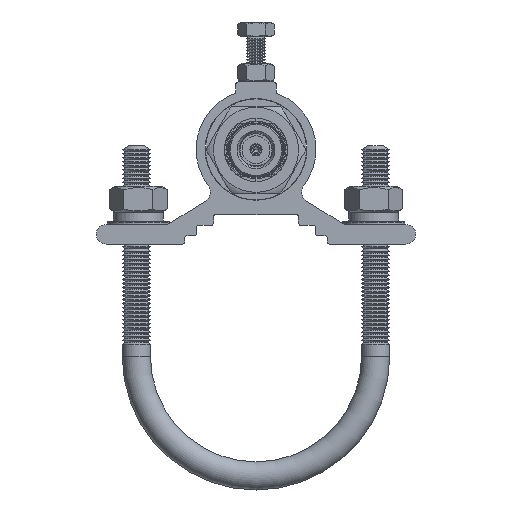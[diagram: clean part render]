
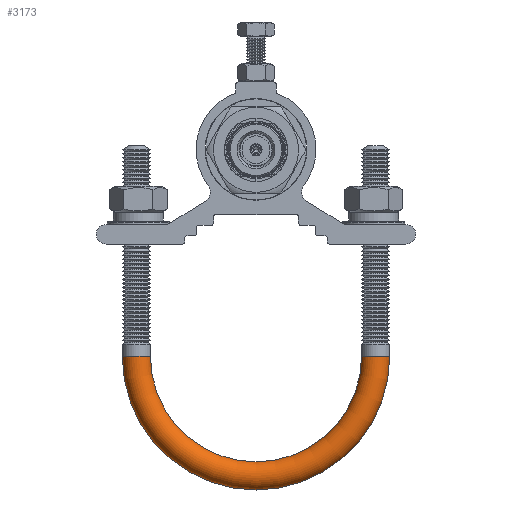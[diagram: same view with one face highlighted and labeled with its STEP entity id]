
A CAD part, front view. The second image highlights one B-rep face of the part: STEP entity #3173.
In plain terms, the highlighted toroidal (fillet/blend) face has major radius 30 mm and minor radius 3.531 mm.
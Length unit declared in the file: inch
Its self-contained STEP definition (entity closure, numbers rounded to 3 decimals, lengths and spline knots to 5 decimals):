
#382 = EDGE_CURVE ( 'NONE', #17311, #28981, #28735, .T. ) ;
#453 = DIRECTION ( 'NONE',  ( 1., 0., 0. ) ) ;
#1497 = DIRECTION ( 'NONE',  ( 0., -1., 0. ) ) ;
#1742 = ORIENTED_EDGE ( 'NONE', *, *, #14514, .F. ) ;
#2138 = AXIS2_PLACEMENT_3D ( 'NONE', #16139, #21981, #16717 ) ;
#3173 = ADVANCED_FACE ( 'NONE', ( #19817 ), #33351, .T. ) ;
#3562 = DIRECTION ( 'NONE',  ( 0., 0., 1. ) ) ;
#4639 = CIRCLE ( 'NONE', #2138, 1.0421 ) ;
#6042 = EDGE_CURVE ( 'NONE', #17311, #30318, #16010, .T. ) ;
#6082 = EDGE_LOOP ( 'NONE', ( #13968, #12385, #33224, #1742 ) ) ;
#6954 = AXIS2_PLACEMENT_3D ( 'NONE', #16217, #37067, #31204 ) ;
#12340 = DIRECTION ( 'NONE',  ( 0., 0., -1. ) ) ;
#12385 = ORIENTED_EDGE ( 'NONE', *, *, #6042, .T. ) ;
#13968 = ORIENTED_EDGE ( 'NONE', *, *, #382, .F. ) ;
#14514 = EDGE_CURVE ( 'NONE', #28981, #18152, #4639, .T. ) ;
#15942 = EDGE_CURVE ( 'NONE', #30318, #18152, #32826, .T. ) ;
#16010 = CIRCLE ( 'NONE', #30683, 1.3201 ) ;
#16139 = CARTESIAN_POINT ( 'NONE',  ( 0., 0., 0. ) ) ;
#16217 = CARTESIAN_POINT ( 'NONE',  ( 1.1811, 0., 0. ) ) ;
#16510 = CARTESIAN_POINT ( 'NONE',  ( 0., 0., 0. ) ) ;
#16717 = DIRECTION ( 'NONE',  ( 0., 0., -1. ) ) ;
#17311 = VERTEX_POINT ( 'NONE', #36015 ) ;
#18152 = VERTEX_POINT ( 'NONE', #30652 ) ;
#18605 = CARTESIAN_POINT ( 'NONE',  ( -1.3201, 0., 0. ) ) ;
#19817 = FACE_OUTER_BOUND ( 'NONE', #6082, .T. ) ;
#20013 = DIRECTION ( 'NONE',  ( 0., 0., -1. ) ) ;
#20926 = CARTESIAN_POINT ( 'NONE',  ( -1.1811, 0., 0. ) ) ;
#21981 = DIRECTION ( 'NONE',  ( 0., -1., 0. ) ) ;
#23039 = CARTESIAN_POINT ( 'NONE',  ( 0., 0., 0. ) ) ;
#26527 = CARTESIAN_POINT ( 'NONE',  ( 1.0421, 0., 0. ) ) ;
#28735 = CIRCLE ( 'NONE', #6954, 0.139 ) ;
#28981 = VERTEX_POINT ( 'NONE', #26527 ) ;
#30318 = VERTEX_POINT ( 'NONE', #18605 ) ;
#30652 = CARTESIAN_POINT ( 'NONE',  ( -1.0421, 0., 0. ) ) ;
#30683 = AXIS2_PLACEMENT_3D ( 'NONE', #23039, #34911, #12340 ) ;
#31204 = DIRECTION ( 'NONE',  ( -1., 0., 0. ) ) ;
#32826 = CIRCLE ( 'NONE', #34687, 0.139 ) ;
#33224 = ORIENTED_EDGE ( 'NONE', *, *, #15942, .T. ) ;
#33351 = TOROIDAL_SURFACE ( 'NONE', #37053, 1.1811, 0.139 ) ;
#34687 = AXIS2_PLACEMENT_3D ( 'NONE', #20926, #3562, #453 ) ;
#34911 = DIRECTION ( 'NONE',  ( 0., -1., 0. ) ) ;
#36015 = CARTESIAN_POINT ( 'NONE',  ( 1.3201, 0., 0. ) ) ;
#37053 = AXIS2_PLACEMENT_3D ( 'NONE', #16510, #1497, #20013 ) ;
#37067 = DIRECTION ( 'NONE',  ( 0., 0., -1. ) ) ;
